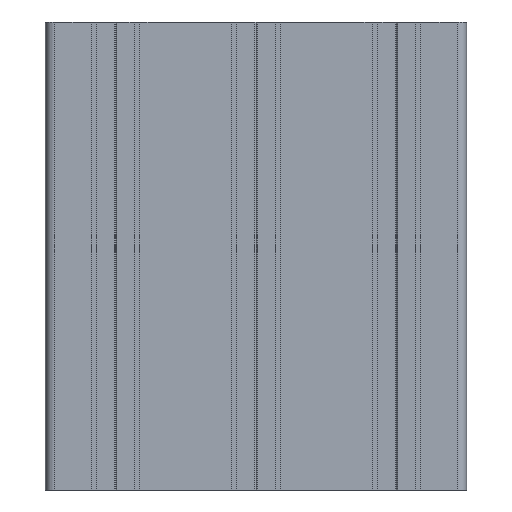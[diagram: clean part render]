
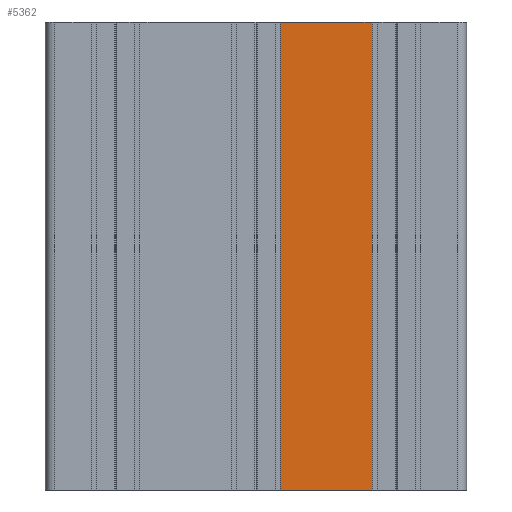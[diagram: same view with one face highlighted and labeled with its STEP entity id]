
A CAD part, front view. The second image highlights one B-rep face of the part: STEP entity #5362.
In plain terms, the highlighted planar face has unit normal (0, -1, 0).
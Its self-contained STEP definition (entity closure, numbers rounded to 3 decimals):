
#56=PLANE('',#5650);
#288=FACE_OUTER_BOUND('',#558,.T.);
#558=EDGE_LOOP('',(#3789,#3790,#3791,#3792));
#843=LINE('',#7450,#1567);
#894=LINE('',#7558,#1618);
#896=LINE('',#7561,#1620);
#897=LINE('',#7562,#1621);
#1567=VECTOR('',#6015,10.);
#1618=VECTOR('',#6104,10.);
#1620=VECTOR('',#6108,10.);
#1621=VECTOR('',#6109,10.);
#2367=VERTEX_POINT('',#7447);
#2368=VERTEX_POINT('',#7449);
#2405=VERTEX_POINT('',#7555);
#2406=VERTEX_POINT('',#7557);
#2909=EDGE_CURVE('',#2367,#2368,#843,.T.);
#2962=EDGE_CURVE('',#2406,#2405,#894,.T.);
#2964=EDGE_CURVE('',#2405,#2368,#896,.T.);
#2965=EDGE_CURVE('',#2406,#2367,#897,.T.);
#3789=ORIENTED_EDGE('',*,*,#2962,.T.);
#3790=ORIENTED_EDGE('',*,*,#2964,.T.);
#3791=ORIENTED_EDGE('',*,*,#2909,.F.);
#3792=ORIENTED_EDGE('',*,*,#2965,.F.);
#5362=ADVANCED_FACE('',(#288),#56,.T.);
#5650=AXIS2_PLACEMENT_3D('',#7560,#6106,#6107);
#6015=DIRECTION('',(0.,0.,1.));
#6104=DIRECTION('',(0.,0.,1.));
#6106=DIRECTION('center_axis',(0.,-1.,0.));
#6107=DIRECTION('ref_axis',(1.,0.,0.));
#6108=DIRECTION('',(-1.,0.,0.));
#6109=DIRECTION('',(-1.,0.,0.));
#7447=CARTESIAN_POINT('',(5.2,-15.,-50.));
#7449=CARTESIAN_POINT('',(5.2,-15.,50.));
#7450=CARTESIAN_POINT('',(5.2,-15.,0.));
#7555=CARTESIAN_POINT('',(24.8,-15.,50.));
#7557=CARTESIAN_POINT('',(24.8,-15.,-50.));
#7558=CARTESIAN_POINT('',(24.8,-15.,0.));
#7560=CARTESIAN_POINT('Origin',(15.,-15.,0.));
#7561=CARTESIAN_POINT('',(5.2,-15.,50.));
#7562=CARTESIAN_POINT('',(24.8,-15.,-50.));
